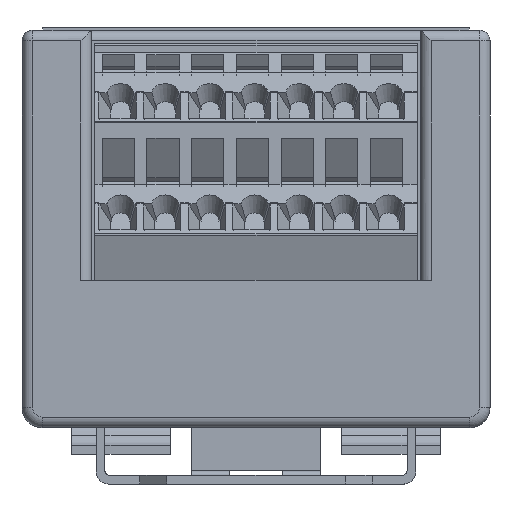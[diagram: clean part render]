
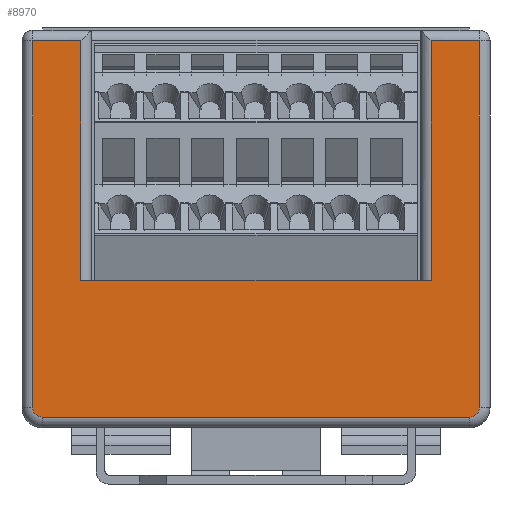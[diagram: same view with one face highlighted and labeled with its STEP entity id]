
A CAD part, front view. The second image highlights one B-rep face of the part: STEP entity #8970.
In plain terms, the highlighted planar face has unit normal (0, -1, 0).
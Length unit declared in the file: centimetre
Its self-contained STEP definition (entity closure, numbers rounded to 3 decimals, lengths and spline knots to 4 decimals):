
#418=PLANE('',#9491);
#825=VECTOR('',#10109,1.);
#828=VECTOR('',#10114,1.);
#829=VECTOR('',#10124,1.);
#831=VECTOR('',#10128,1.);
#834=VECTOR('',#10137,1.);
#853=VECTOR('',#10220,1.);
#856=VECTOR('',#10227,1.);
#863=VECTOR('',#10240,1.);
#1923=LINE('',#12088,#825);
#1926=LINE('',#12092,#828);
#1927=LINE('',#12100,#829);
#1929=LINE('',#12103,#831);
#1932=LINE('',#12113,#834);
#1951=LINE('',#12189,#853);
#1954=LINE('',#12196,#856);
#1961=LINE('',#12211,#863);
#3022=VERTEX_POINT('',#12063);
#3027=VERTEX_POINT('',#12073);
#3029=VERTEX_POINT('',#12078);
#3030=VERTEX_POINT('',#12080);
#3033=VERTEX_POINT('',#12087);
#3035=VERTEX_POINT('',#12096);
#3036=VERTEX_POINT('',#12104);
#3038=VERTEX_POINT('',#12110);
#3063=VERTEX_POINT('',#12188);
#3064=VERTEX_POINT('',#12190);
#3879=CIRCLE('',#9437,0.105);
#3884=CIRCLE('',#9445,0.105);
#3998=EDGE_CURVE('',#3029,#3030,#3879,.T.);
#4002=EDGE_CURVE('',#3033,#3029,#1923,.T.);
#4005=EDGE_CURVE('',#3030,#3027,#1926,.T.);
#4007=EDGE_CURVE('',#3035,#3033,#3884,.T.);
#4009=EDGE_CURVE('',#3022,#3035,#1927,.T.);
#4011=EDGE_CURVE('',#3027,#3036,#1929,.T.);
#4016=EDGE_CURVE('',#3036,#3038,#1932,.T.);
#4054=EDGE_CURVE('',#3063,#3064,#1951,.T.);
#4058=EDGE_CURVE('',#3064,#3022,#1954,.T.);
#4066=EDGE_CURVE('',#3038,#3063,#1961,.T.);
#5395=ORIENTED_EDGE('',*,*,#4066,.F.);
#5396=ORIENTED_EDGE('',*,*,#4016,.F.);
#5397=ORIENTED_EDGE('',*,*,#4011,.F.);
#5398=ORIENTED_EDGE('',*,*,#4005,.F.);
#5399=ORIENTED_EDGE('',*,*,#3998,.F.);
#5400=ORIENTED_EDGE('',*,*,#4002,.F.);
#5401=ORIENTED_EDGE('',*,*,#4007,.F.);
#5402=ORIENTED_EDGE('',*,*,#4009,.F.);
#5403=ORIENTED_EDGE('',*,*,#4058,.F.);
#5404=ORIENTED_EDGE('',*,*,#4054,.F.);
#7904=EDGE_LOOP('',(#5395,#5396,#5397,#5398,#5399,#5400,#5401,#5402,#5403,
#5404));
#8437=FACE_BOUND('',#7904,.T.);
#8970=ADVANCED_FACE('',(#8437),#418,.T.);
#9437=AXIS2_PLACEMENT_3D('',#12079,#10099,#10100);
#9445=AXIS2_PLACEMENT_3D('',#12097,#10118,#10119);
#9491=AXIS2_PLACEMENT_3D('',#12210,#10239,$);
#10099=DIRECTION('',(0.,1.,0.));
#10100=DIRECTION('',(-0.074,0.,-0.074));
#10109=DIRECTION('',(-1.,0.,0.));
#10114=DIRECTION('',(0.,0.,1.));
#10118=DIRECTION('',(0.,1.,0.));
#10119=DIRECTION('',(0.074,0.,-0.074));
#10124=DIRECTION('',(0.,0.,-1.));
#10128=DIRECTION('',(1.,0.,0.));
#10137=DIRECTION('',(0.,0.,-1.));
#10220=DIRECTION('',(0.,0.,1.));
#10227=DIRECTION('',(1.,0.,0.));
#10239=DIRECTION('',(0.,-1.,0.));
#10240=DIRECTION('',(1.,0.,0.));
#12063=CARTESIAN_POINT('',(2.498,-6.01,4.33));
#12073=CARTESIAN_POINT('',(-2.498,-6.01,4.33));
#12078=CARTESIAN_POINT('',(-2.393,-6.01,0.12));
#12079=CARTESIAN_POINT('',(-2.393,-6.01,0.225));
#12080=CARTESIAN_POINT('',(-2.498,-6.01,0.225));
#12087=CARTESIAN_POINT('',(2.393,-6.01,0.12));
#12088=CARTESIAN_POINT('',(0.,-6.01,0.12));
#12092=CARTESIAN_POINT('',(-2.498,-6.01,0.));
#12096=CARTESIAN_POINT('',(2.498,-6.01,0.225));
#12097=CARTESIAN_POINT('',(2.393,-6.01,0.225));
#12100=CARTESIAN_POINT('',(2.498,-6.01,0.));
#12103=CARTESIAN_POINT('',(0.,-6.01,4.33));
#12104=CARTESIAN_POINT('',(-1.96,-6.01,4.33));
#12110=CARTESIAN_POINT('',(-1.96,-6.01,1.65));
#12113=CARTESIAN_POINT('',(-1.96,-6.01,2.225));
#12188=CARTESIAN_POINT('',(1.96,-6.01,1.65));
#12189=CARTESIAN_POINT('',(1.96,-6.01,2.225));
#12190=CARTESIAN_POINT('',(1.96,-6.01,4.33));
#12196=CARTESIAN_POINT('',(0.,-6.01,4.33));
#12210=CARTESIAN_POINT('',(0.,-6.01,0.));
#12211=CARTESIAN_POINT('',(0.,-6.01,1.65));
